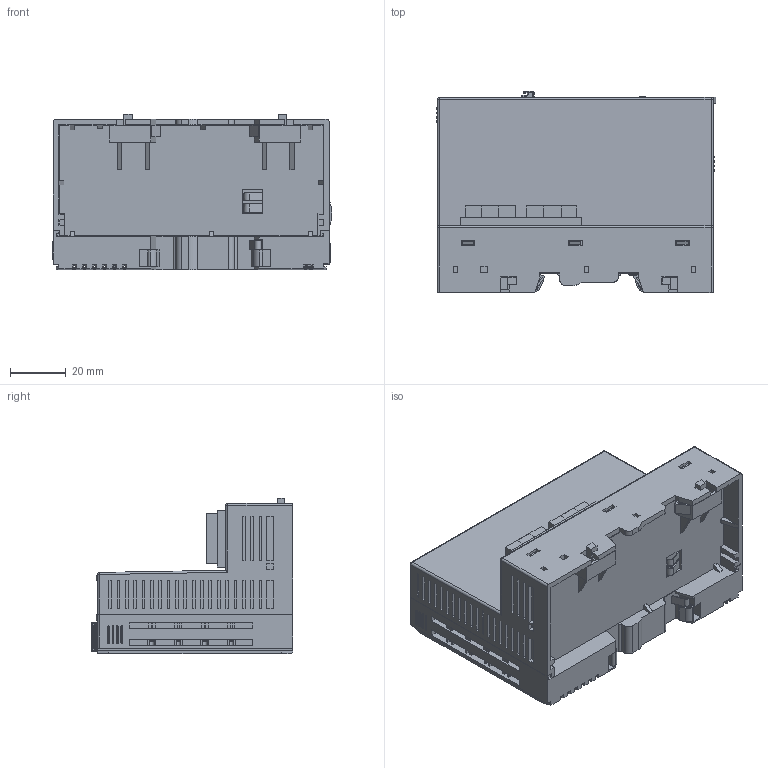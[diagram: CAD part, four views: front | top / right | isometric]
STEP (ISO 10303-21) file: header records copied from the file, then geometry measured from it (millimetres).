
FILE_DESCRIPTION((''),'2;1');
FILE_NAME('RN-9289','2016-03-22T',('Dongwoo'),(''),'PRO/ENGINEER BY PARAMETRIC TECHNOLOGY CORPORATION, 2006170','PRO/ENGINEER BY PARAMETRIC TECHNOLOGY CORPORATION, 2006170','');
FILE_SCHEMA(('CONFIG_CONTROL_DESIGN'));
Products named in the file (1): RN-9289
Bounding box: 100.36 x 72.19 x 55.8 mm (x, y, z)
Volume: 229063.7 mm3; surface area: 55468.4 mm2
Topology: 2 solids, 3 shells, 2768 faces, 7555 edges, 4936 vertices
Faces by surface type: plane 2399, cylinder 262, bspline 37, sphere 30, cone 20, torus 20
Entity records: 87614 total; most frequent: CARTESIAN_POINT 17286, ORIENTED_EDGE 15110, DIRECTION 13450, EDGE_CURVE 7555, VECTOR 6860, LINE 6860, VERTEX_POINT 4936, AXIS2_PLACEMENT_3D 3295
